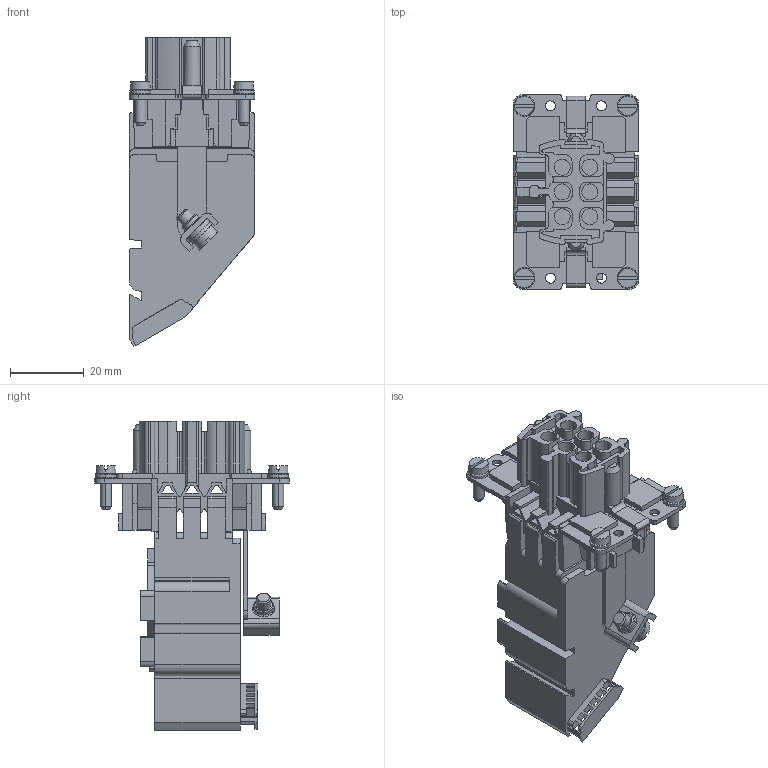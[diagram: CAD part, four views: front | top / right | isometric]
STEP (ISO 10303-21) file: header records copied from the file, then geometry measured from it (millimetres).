
FILE_DESCRIPTION(('CATIA V5 STEP Exchange','CAx-IF Rec.Pracs.--- Model Styling and Organization---1.4--- 2014-01-23'),'2;1');
FILE_NAME ('040141-6_0_1848600000_1848600000.stp','2020-07-03T06:15:11+00:00',('none'),('Weidmueller'),'CATIA Version 5-6 Release 2016 SP3 HF44','CATIA V5 STEP AP214','none');
FILE_SCHEMA(('AUTOMOTIVE_DESIGN { 1 0 10303 214 1 1 1 1 }'));
Length unit declared in the file: millimetre
Products named in the file (1): 1848600000
Bounding box: 34 x 52.7 x 83.8 mm (x, y, z)
Volume: 48077.2 mm3; surface area: 23845.9 mm2
Topology: 4 solids, 4 shells, 1283 faces, 3691 edges, 2445 vertices
Faces by surface type: plane 857, cylinder 384, cone 21, bspline 21
Entity records: 45114 total; most frequent: CARTESIAN_POINT 12791, ORIENTED_EDGE 7382, DIRECTION 5564, EDGE_CURVE 3691, VECTOR 2769, LINE 2769, VERTEX_POINT 2441, AXIS2_PLACEMENT_3D 1610
